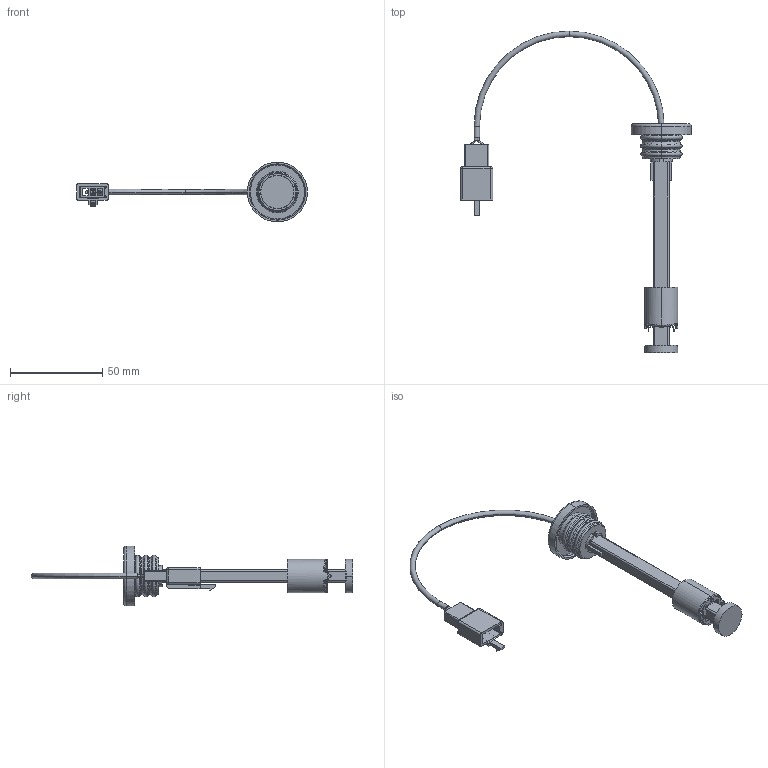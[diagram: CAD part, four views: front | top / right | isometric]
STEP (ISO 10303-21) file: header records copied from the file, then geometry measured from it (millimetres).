
FILE_DESCRIPTION (( 'STEP AP214' ), '1' );
FILE_NAME ('SOG.STEP', '2020-02-03T12:52:22', ( '' ), ( '' ), 'SwSTEP 2.0', 'SolidWorks 2019', '' );
FILE_SCHEMA (( 'AUTOMOTIVE_DESIGN' ));
Length unit declared in the file: millimetre
Products named in the file (1): SOG
Bounding box: 125 x 174.3 x 32.5 mm (x, y, z)
Surface area: 14580.2 mm2 (no closed solid volume)
Topology: 0 solids, 23 shells, 342 faces, 1229 edges, 871 vertices
Faces by surface type: plane 181, cylinder 73, torus 40, bspline 28, cone 14, sphere 6
Entity records: 18426 total; most frequent: CARTESIAN_POINT 4641, DIRECTION 1979, ORIENTED_EDGE 1886, EDGE_CURVE 1219, VERTEX_POINT 867, VECTOR 805, LINE 805, AXIS2_PLACEMENT_3D 587
